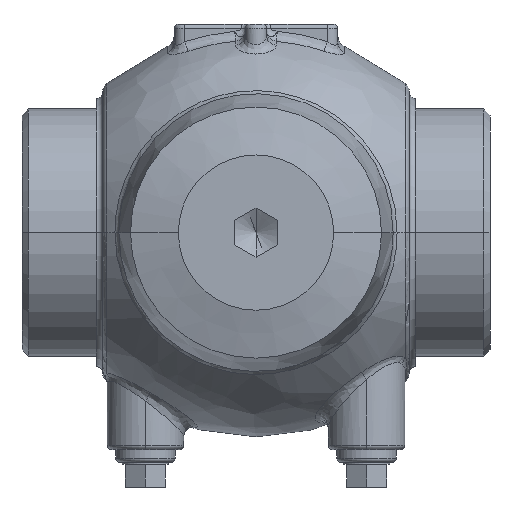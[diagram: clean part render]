
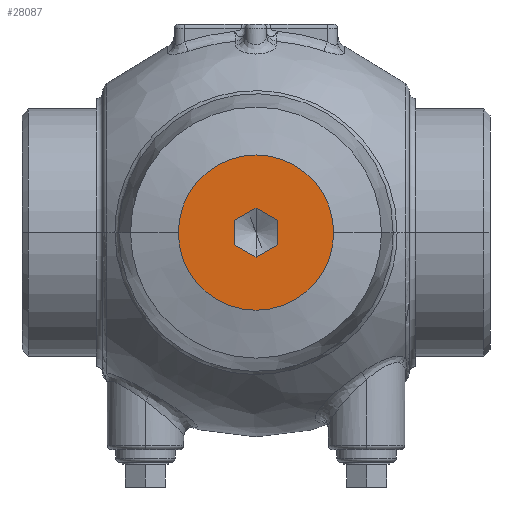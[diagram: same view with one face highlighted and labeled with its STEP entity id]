
A CAD part, front view. The second image highlights one B-rep face of the part: STEP entity #28087.
In plain terms, the highlighted planar face has unit normal (0, -1, 0).
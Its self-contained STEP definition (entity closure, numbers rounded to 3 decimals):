
#12553=CARTESIAN_POINT('',(0.,-62.5,0.));
#12554=DIRECTION('',(0.,-1.,0.));
#12555=DIRECTION('',(-1.,0.,0.));
#12556=AXIS2_PLACEMENT_3D('',#12553,#12554,#12555);
#12558=CARTESIAN_POINT('',(0.,-62.5,0.));
#12559=DIRECTION('',(0.,1.,0.));
#12560=DIRECTION('',(-1.,0.,0.));
#12561=AXIS2_PLACEMENT_3D('',#12558,#12559,#12560);
#12563=DIRECTION('',(0.866,0.,0.5));
#12564=VECTOR('',#12563,5.774);
#12565=CARTESIAN_POINT('',(0.,-62.5,-5.774));
#12566=LINE('',#12565,#12564);
#12567=DIRECTION('',(0.,0.,1.));
#12568=VECTOR('',#12567,5.773);
#12569=CARTESIAN_POINT('',(5.,-62.5,-2.886));
#12570=LINE('',#12569,#12568);
#12571=DIRECTION('',(-0.866,0.,0.5));
#12572=VECTOR('',#12571,5.774);
#12573=CARTESIAN_POINT('',(5.,-62.5,2.886));
#12574=LINE('',#12573,#12572);
#12575=DIRECTION('',(-0.866,0.,-0.5));
#12576=VECTOR('',#12575,5.774);
#12577=CARTESIAN_POINT('',(0.,-62.5,5.774));
#12578=LINE('',#12577,#12576);
#12579=DIRECTION('',(0.,0.,-1.));
#12580=VECTOR('',#12579,5.773);
#12581=CARTESIAN_POINT('',(-5.,-62.5,2.886));
#12582=LINE('',#12581,#12580);
#12583=DIRECTION('',(0.866,0.,-0.5));
#12584=VECTOR('',#12583,5.774);
#12585=CARTESIAN_POINT('',(-5.,-62.5,-2.886));
#12586=LINE('',#12585,#12584);
#19922=CARTESIAN_POINT('',(-18.25,-62.5,0.));
#19923=VERTEX_POINT('',#19922);
#19928=CARTESIAN_POINT('',(18.25,-62.5,0.));
#19929=VERTEX_POINT('',#19928);
#19938=CARTESIAN_POINT('',(0.,-62.5,-5.774));
#19939=CARTESIAN_POINT('',(5.,-62.5,-2.886));
#19940=VERTEX_POINT('',#19938);
#19941=VERTEX_POINT('',#19939);
#19942=CARTESIAN_POINT('',(5.,-62.5,2.886));
#19943=VERTEX_POINT('',#19942);
#19944=CARTESIAN_POINT('',(0.,-62.5,5.774));
#19945=VERTEX_POINT('',#19944);
#19946=CARTESIAN_POINT('',(-5.,-62.5,2.886));
#19947=VERTEX_POINT('',#19946);
#19948=CARTESIAN_POINT('',(-5.,-62.5,-2.886));
#19949=VERTEX_POINT('',#19948);
#28064=CARTESIAN_POINT('',(0.,-62.5,0.));
#28065=DIRECTION('',(0.,1.,0.));
#28066=DIRECTION('',(1.,0.,0.));
#28067=AXIS2_PLACEMENT_3D('',#28064,#28065,#28066);
#28068=PLANE('',#28067);
#28069=ORIENTED_EDGE('',*,*,#28057,.F.);
#28070=ORIENTED_EDGE('',*,*,#28046,.T.);
#28071=EDGE_LOOP('',(#28069,#28070));
#28072=FACE_OUTER_BOUND('',#28071,.F.);
#28074=ORIENTED_EDGE('',*,*,#28073,.T.);
#28076=ORIENTED_EDGE('',*,*,#28075,.T.);
#28078=ORIENTED_EDGE('',*,*,#28077,.T.);
#28080=ORIENTED_EDGE('',*,*,#28079,.T.);
#28082=ORIENTED_EDGE('',*,*,#28081,.T.);
#28084=ORIENTED_EDGE('',*,*,#28083,.T.);
#28085=EDGE_LOOP('',(#28074,#28076,#28078,#28080,#28082,#28084));
#28086=FACE_BOUND('',#28085,.F.);
#28087=ADVANCED_FACE('',(#28072,#28086),#28068,.F.);
#12557=CIRCLE('',#12556,18.25);
#12562=CIRCLE('',#12561,18.25);
#28046=EDGE_CURVE('',#19923,#19929,#12562,.T.);
#28057=EDGE_CURVE('',#19923,#19929,#12557,.T.);
#28073=EDGE_CURVE('',#19940,#19941,#12566,.T.);
#28075=EDGE_CURVE('',#19941,#19943,#12570,.T.);
#28077=EDGE_CURVE('',#19943,#19945,#12574,.T.);
#28079=EDGE_CURVE('',#19945,#19947,#12578,.T.);
#28081=EDGE_CURVE('',#19947,#19949,#12582,.T.);
#28083=EDGE_CURVE('',#19949,#19940,#12586,.T.);
